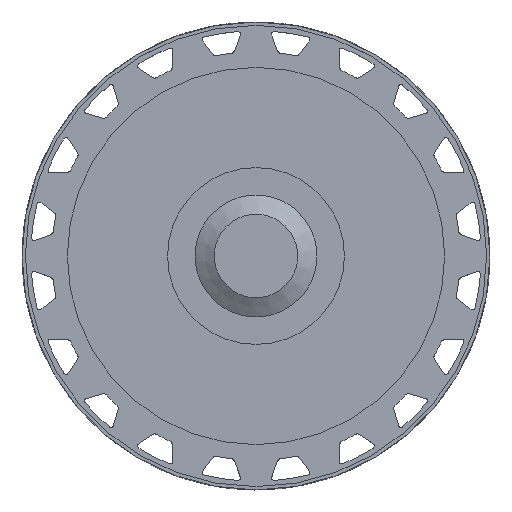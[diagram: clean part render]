
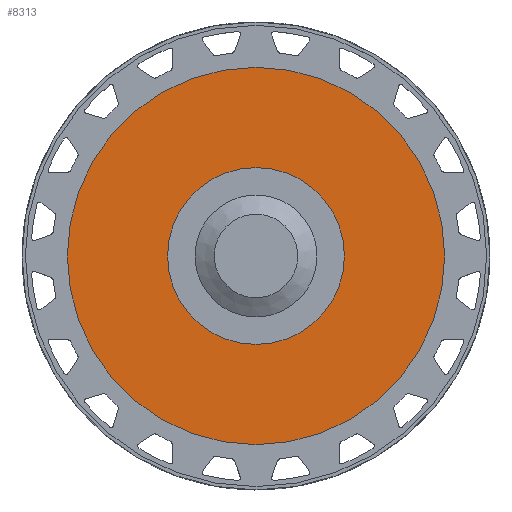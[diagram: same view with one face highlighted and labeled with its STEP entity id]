
A CAD part, top view. The second image highlights one B-rep face of the part: STEP entity #8313.
In plain terms, the highlighted planar face has unit normal (0, 0, 1).
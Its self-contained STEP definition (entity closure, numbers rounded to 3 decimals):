
#403 = DIRECTION ( 'NONE',  ( 0., 0., 1. ) ) ;
#513 = CARTESIAN_POINT ( 'NONE',  ( 0., 0., 184. ) ) ;
#846 = DIRECTION ( 'NONE',  ( 0., 0., 1. ) ) ;
#1168 = ORIENTED_EDGE ( 'NONE', *, *, #5202, .T. ) ;
#1725 = CARTESIAN_POINT ( 'NONE',  ( 0., 0., 184. ) ) ;
#2154 = CIRCLE ( 'NONE', #5783, 112.875 ) ;
#2591 = FACE_BOUND ( 'NONE', #8081, .T. ) ;
#2850 = CARTESIAN_POINT ( 'NONE',  ( 0., 0., 184. ) ) ;
#3080 = VERTEX_POINT ( 'NONE', #4487 ) ;
#3710 = DIRECTION ( 'NONE',  ( 0., 1., 0. ) ) ;
#3763 = CIRCLE ( 'NONE', #5158, 52.875 ) ;
#3819 = DIRECTION ( 'NONE',  ( 0., 1., 0. ) ) ;
#4487 = CARTESIAN_POINT ( 'NONE',  ( 0., 112.875, 184. ) ) ;
#4597 = VERTEX_POINT ( 'NONE', #6976 ) ;
#5061 = EDGE_LOOP ( 'NONE', ( #1168 ) ) ;
#5158 = AXIS2_PLACEMENT_3D ( 'NONE', #2850, #403, #3710 ) ;
#5202 = EDGE_CURVE ( 'NONE', #3080, #3080, #2154, .T. ) ;
#5238 = DIRECTION ( 'NONE',  ( 0., 0., 1. ) ) ;
#5783 = AXIS2_PLACEMENT_3D ( 'NONE', #513, #5238, #3819 ) ;
#5995 = FACE_OUTER_BOUND ( 'NONE', #5061, .T. ) ;
#6431 = AXIS2_PLACEMENT_3D ( 'NONE', #1725, #846, #7450 ) ;
#6976 = CARTESIAN_POINT ( 'NONE',  ( 0., 52.875, 184. ) ) ;
#7278 = EDGE_CURVE ( 'NONE', #4597, #4597, #3763, .T. ) ;
#7450 = DIRECTION ( 'NONE',  ( 1., 0., 0. ) ) ;
#8081 = EDGE_LOOP ( 'NONE', ( #9628 ) ) ;
#8265 = PLANE ( 'NONE',  #6431 ) ;
#8313 = ADVANCED_FACE ( 'NONE', ( #2591, #5995 ), #8265, .T. ) ;
#9628 = ORIENTED_EDGE ( 'NONE', *, *, #7278, .F. ) ;
